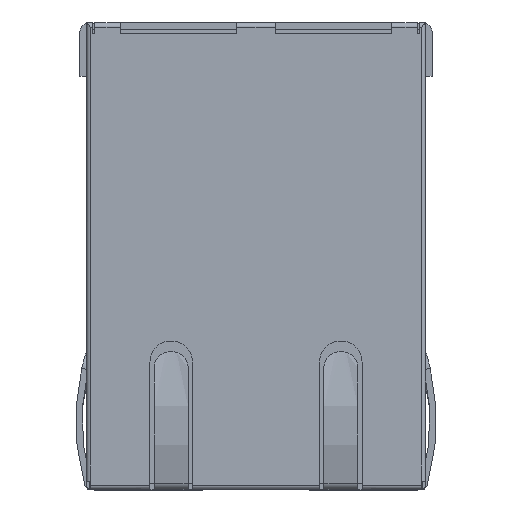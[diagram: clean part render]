
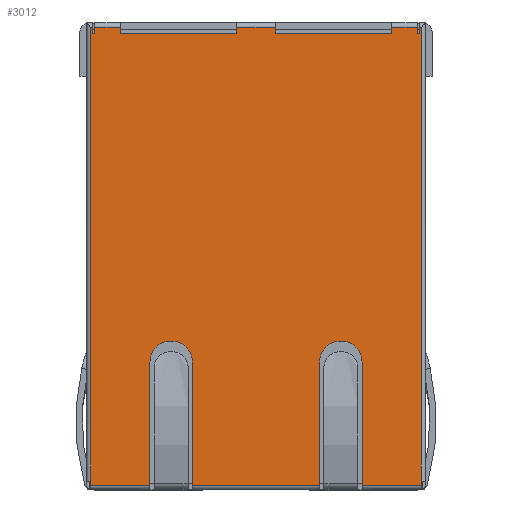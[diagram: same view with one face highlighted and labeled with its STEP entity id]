
A CAD part, top view. The second image highlights one B-rep face of the part: STEP entity #3012.
In plain terms, the highlighted planar face has unit normal (0, 0, 1).
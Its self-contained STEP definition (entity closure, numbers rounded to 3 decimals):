
#1657 = VERTEX_POINT('',#1658);
#1658 = CARTESIAN_POINT('',(-7.8,0.4,13.));
#1665 = EDGE_CURVE('',#1657,#1666,#1668,.T.);
#1666 = VERTEX_POINT('',#1667);
#1667 = CARTESIAN_POINT('',(-7.8,21.8,13.));
#1668 = LINE('',#1669,#1670);
#1669 = CARTESIAN_POINT('',(-7.8,0.,13.));
#1670 = VECTOR('',#1671,1.);
#1671 = DIRECTION('',(0.,1.,0.));
#1716 = VERTEX_POINT('',#1717);
#1717 = CARTESIAN_POINT('',(-7.7,21.5,13.));
#1740 = VERTEX_POINT('',#1741);
#1741 = CARTESIAN_POINT('',(-7.7,21.8,13.));
#1748 = EDGE_CURVE('',#1716,#1740,#1749,.T.);
#1749 = LINE('',#1750,#1751);
#1750 = CARTESIAN_POINT('',(-7.7,21.5,13.));
#1751 = VECTOR('',#1752,1.);
#1752 = DIRECTION('',(0.,1.,0.));
#3001 = EDGE_CURVE('',#1666,#1740,#3002,.T.);
#3002 = LINE('',#3003,#3004);
#3003 = CARTESIAN_POINT('',(-8.,21.8,13.));
#3004 = VECTOR('',#3005,1.);
#3005 = DIRECTION('',(1.,0.,0.));
#3012 = ADVANCED_FACE('',(#3013),#3268,.T.);
#3013 = FACE_BOUND('',#3014,.T.);
#3014 = EDGE_LOOP('',(#3015,#3023,#3031,#3039,#3048,#3056,#3065,#3073,
    #3081,#3089,#3098,#3106,#3115,#3123,#3131,#3139,#3147,#3155,#3163,
    #3171,#3179,#3187,#3195,#3203,#3211,#3219,#3227,#3235,#3243,#3251,
    #3259,#3265,#3266,#3267));
#3015 = ORIENTED_EDGE('',*,*,#3016,.F.);
#3016 = EDGE_CURVE('',#3017,#1657,#3019,.T.);
#3017 = VERTEX_POINT('',#3018);
#3018 = CARTESIAN_POINT('',(-7.8,0.2,13.));
#3019 = LINE('',#3020,#3021);
#3020 = CARTESIAN_POINT('',(-7.8,0.,13.));
#3021 = VECTOR('',#3022,1.);
#3022 = DIRECTION('',(0.,1.,0.));
#3023 = ORIENTED_EDGE('',*,*,#3024,.T.);
#3024 = EDGE_CURVE('',#3017,#3025,#3027,.T.);
#3025 = VERTEX_POINT('',#3026);
#3026 = CARTESIAN_POINT('',(-5.,0.2,13.));
#3027 = LINE('',#3028,#3029);
#3028 = CARTESIAN_POINT('',(-8.,0.2,13.));
#3029 = VECTOR('',#3030,1.);
#3030 = DIRECTION('',(1.,0.,0.));
#3031 = ORIENTED_EDGE('',*,*,#3032,.T.);
#3032 = EDGE_CURVE('',#3025,#3033,#3035,.T.);
#3033 = VERTEX_POINT('',#3034);
#3034 = CARTESIAN_POINT('',(-5.,6.01,13.));
#3035 = LINE('',#3036,#3037);
#3036 = CARTESIAN_POINT('',(-5.,0.,13.));
#3037 = VECTOR('',#3038,1.);
#3038 = DIRECTION('',(0.,1.,0.));
#3039 = ORIENTED_EDGE('',*,*,#3040,.F.);
#3040 = EDGE_CURVE('',#3041,#3033,#3043,.T.);
#3041 = VERTEX_POINT('',#3042);
#3042 = CARTESIAN_POINT('',(-4.01,7.,13.));
#3043 = CIRCLE('',#3044,0.99);
#3044 = AXIS2_PLACEMENT_3D('',#3045,#3046,#3047);
#3045 = CARTESIAN_POINT('',(-4.01,6.01,13.));
#3046 = DIRECTION('',(0.,0.,1.));
#3047 = DIRECTION('',(-1.,0.,0.));
#3048 = ORIENTED_EDGE('',*,*,#3049,.F.);
#3049 = EDGE_CURVE('',#3050,#3041,#3052,.T.);
#3050 = VERTEX_POINT('',#3051);
#3051 = CARTESIAN_POINT('',(-3.99,7.,13.));
#3052 = LINE('',#3053,#3054);
#3053 = CARTESIAN_POINT('',(-3.,7.,13.));
#3054 = VECTOR('',#3055,1.);
#3055 = DIRECTION('',(-1.,0.,0.));
#3056 = ORIENTED_EDGE('',*,*,#3057,.T.);
#3057 = EDGE_CURVE('',#3050,#3058,#3060,.T.);
#3058 = VERTEX_POINT('',#3059);
#3059 = CARTESIAN_POINT('',(-3.,6.01,13.));
#3060 = CIRCLE('',#3061,0.99);
#3061 = AXIS2_PLACEMENT_3D('',#3062,#3063,#3064);
#3062 = CARTESIAN_POINT('',(-3.99,6.01,13.));
#3063 = DIRECTION('',(0.,0.,-1.));
#3064 = DIRECTION('',(-1.,0.,0.));
#3065 = ORIENTED_EDGE('',*,*,#3066,.F.);
#3066 = EDGE_CURVE('',#3067,#3058,#3069,.T.);
#3067 = VERTEX_POINT('',#3068);
#3068 = CARTESIAN_POINT('',(-3.,0.2,13.));
#3069 = LINE('',#3070,#3071);
#3070 = CARTESIAN_POINT('',(-3.,0.,13.));
#3071 = VECTOR('',#3072,1.);
#3072 = DIRECTION('',(0.,1.,0.));
#3073 = ORIENTED_EDGE('',*,*,#3074,.T.);
#3074 = EDGE_CURVE('',#3067,#3075,#3077,.T.);
#3075 = VERTEX_POINT('',#3076);
#3076 = CARTESIAN_POINT('',(3.,0.2,13.));
#3077 = LINE('',#3078,#3079);
#3078 = CARTESIAN_POINT('',(-8.,0.2,13.));
#3079 = VECTOR('',#3080,1.);
#3080 = DIRECTION('',(1.,0.,0.));
#3081 = ORIENTED_EDGE('',*,*,#3082,.T.);
#3082 = EDGE_CURVE('',#3075,#3083,#3085,.T.);
#3083 = VERTEX_POINT('',#3084);
#3084 = CARTESIAN_POINT('',(3.,6.01,13.));
#3085 = LINE('',#3086,#3087);
#3086 = CARTESIAN_POINT('',(3.,0.,13.));
#3087 = VECTOR('',#3088,1.);
#3088 = DIRECTION('',(0.,1.,0.));
#3089 = ORIENTED_EDGE('',*,*,#3090,.F.);
#3090 = EDGE_CURVE('',#3091,#3083,#3093,.T.);
#3091 = VERTEX_POINT('',#3092);
#3092 = CARTESIAN_POINT('',(3.99,7.,13.));
#3093 = CIRCLE('',#3094,0.99);
#3094 = AXIS2_PLACEMENT_3D('',#3095,#3096,#3097);
#3095 = CARTESIAN_POINT('',(3.99,6.01,13.));
#3096 = DIRECTION('',(0.,0.,1.));
#3097 = DIRECTION('',(-1.,0.,0.));
#3098 = ORIENTED_EDGE('',*,*,#3099,.F.);
#3099 = EDGE_CURVE('',#3100,#3091,#3102,.T.);
#3100 = VERTEX_POINT('',#3101);
#3101 = CARTESIAN_POINT('',(4.01,7.,13.));
#3102 = LINE('',#3103,#3104);
#3103 = CARTESIAN_POINT('',(5.,7.,13.));
#3104 = VECTOR('',#3105,1.);
#3105 = DIRECTION('',(-1.,0.,0.));
#3106 = ORIENTED_EDGE('',*,*,#3107,.T.);
#3107 = EDGE_CURVE('',#3100,#3108,#3110,.T.);
#3108 = VERTEX_POINT('',#3109);
#3109 = CARTESIAN_POINT('',(5.,6.01,13.));
#3110 = CIRCLE('',#3111,0.99);
#3111 = AXIS2_PLACEMENT_3D('',#3112,#3113,#3114);
#3112 = CARTESIAN_POINT('',(4.01,6.01,13.));
#3113 = DIRECTION('',(0.,0.,-1.));
#3114 = DIRECTION('',(-1.,0.,0.));
#3115 = ORIENTED_EDGE('',*,*,#3116,.F.);
#3116 = EDGE_CURVE('',#3117,#3108,#3119,.T.);
#3117 = VERTEX_POINT('',#3118);
#3118 = CARTESIAN_POINT('',(5.,0.2,13.));
#3119 = LINE('',#3120,#3121);
#3120 = CARTESIAN_POINT('',(5.,0.,13.));
#3121 = VECTOR('',#3122,1.);
#3122 = DIRECTION('',(0.,1.,0.));
#3123 = ORIENTED_EDGE('',*,*,#3124,.T.);
#3124 = EDGE_CURVE('',#3117,#3125,#3127,.T.);
#3125 = VERTEX_POINT('',#3126);
#3126 = CARTESIAN_POINT('',(7.8,0.2,13.));
#3127 = LINE('',#3128,#3129);
#3128 = CARTESIAN_POINT('',(-8.,0.2,13.));
#3129 = VECTOR('',#3130,1.);
#3130 = DIRECTION('',(1.,0.,0.));
#3131 = ORIENTED_EDGE('',*,*,#3132,.T.);
#3132 = EDGE_CURVE('',#3125,#3133,#3135,.T.);
#3133 = VERTEX_POINT('',#3134);
#3134 = CARTESIAN_POINT('',(7.8,0.4,13.));
#3135 = LINE('',#3136,#3137);
#3136 = CARTESIAN_POINT('',(7.8,0.,13.));
#3137 = VECTOR('',#3138,1.);
#3138 = DIRECTION('',(0.,1.,0.));
#3139 = ORIENTED_EDGE('',*,*,#3140,.T.);
#3140 = EDGE_CURVE('',#3133,#3141,#3143,.T.);
#3141 = VERTEX_POINT('',#3142);
#3142 = CARTESIAN_POINT('',(7.8,21.8,13.));
#3143 = LINE('',#3144,#3145);
#3144 = CARTESIAN_POINT('',(7.8,0.,13.));
#3145 = VECTOR('',#3146,1.);
#3146 = DIRECTION('',(0.,1.,0.));
#3147 = ORIENTED_EDGE('',*,*,#3148,.F.);
#3148 = EDGE_CURVE('',#3149,#3141,#3151,.T.);
#3149 = VERTEX_POINT('',#3150);
#3150 = CARTESIAN_POINT('',(7.7,21.8,13.));
#3151 = LINE('',#3152,#3153);
#3152 = CARTESIAN_POINT('',(-8.,21.8,13.));
#3153 = VECTOR('',#3154,1.);
#3154 = DIRECTION('',(1.,0.,0.));
#3155 = ORIENTED_EDGE('',*,*,#3156,.F.);
#3156 = EDGE_CURVE('',#3157,#3149,#3159,.T.);
#3157 = VERTEX_POINT('',#3158);
#3158 = CARTESIAN_POINT('',(7.7,21.5,13.));
#3159 = LINE('',#3160,#3161);
#3160 = CARTESIAN_POINT('',(7.7,21.5,13.));
#3161 = VECTOR('',#3162,1.);
#3162 = DIRECTION('',(0.,1.,0.));
#3163 = ORIENTED_EDGE('',*,*,#3164,.F.);
#3164 = EDGE_CURVE('',#3165,#3157,#3167,.T.);
#3165 = VERTEX_POINT('',#3166);
#3166 = CARTESIAN_POINT('',(7.6,21.5,13.));
#3167 = LINE('',#3168,#3169);
#3168 = CARTESIAN_POINT('',(7.6,21.5,13.));
#3169 = VECTOR('',#3170,1.);
#3170 = DIRECTION('',(1.,0.,0.));
#3171 = ORIENTED_EDGE('',*,*,#3172,.T.);
#3172 = EDGE_CURVE('',#3165,#3173,#3175,.T.);
#3173 = VERTEX_POINT('',#3174);
#3174 = CARTESIAN_POINT('',(7.6,21.8,13.));
#3175 = LINE('',#3176,#3177);
#3176 = CARTESIAN_POINT('',(7.6,21.5,13.));
#3177 = VECTOR('',#3178,1.);
#3178 = DIRECTION('',(0.,1.,0.));
#3179 = ORIENTED_EDGE('',*,*,#3180,.F.);
#3180 = EDGE_CURVE('',#3181,#3173,#3183,.T.);
#3181 = VERTEX_POINT('',#3182);
#3182 = CARTESIAN_POINT('',(6.4,21.8,13.));
#3183 = LINE('',#3184,#3185);
#3184 = CARTESIAN_POINT('',(-8.,21.8,13.));
#3185 = VECTOR('',#3186,1.);
#3186 = DIRECTION('',(1.,0.,0.));
#3187 = ORIENTED_EDGE('',*,*,#3188,.F.);
#3188 = EDGE_CURVE('',#3189,#3181,#3191,.T.);
#3189 = VERTEX_POINT('',#3190);
#3190 = CARTESIAN_POINT('',(6.4,21.5,13.));
#3191 = LINE('',#3192,#3193);
#3192 = CARTESIAN_POINT('',(6.4,21.5,13.));
#3193 = VECTOR('',#3194,1.);
#3194 = DIRECTION('',(0.,1.,0.));
#3195 = ORIENTED_EDGE('',*,*,#3196,.F.);
#3196 = EDGE_CURVE('',#3197,#3189,#3199,.T.);
#3197 = VERTEX_POINT('',#3198);
#3198 = CARTESIAN_POINT('',(0.9,21.5,13.));
#3199 = LINE('',#3200,#3201);
#3200 = CARTESIAN_POINT('',(0.9,21.5,13.));
#3201 = VECTOR('',#3202,1.);
#3202 = DIRECTION('',(1.,0.,0.));
#3203 = ORIENTED_EDGE('',*,*,#3204,.T.);
#3204 = EDGE_CURVE('',#3197,#3205,#3207,.T.);
#3205 = VERTEX_POINT('',#3206);
#3206 = CARTESIAN_POINT('',(0.9,21.8,13.));
#3207 = LINE('',#3208,#3209);
#3208 = CARTESIAN_POINT('',(0.9,21.5,13.));
#3209 = VECTOR('',#3210,1.);
#3210 = DIRECTION('',(0.,1.,0.));
#3211 = ORIENTED_EDGE('',*,*,#3212,.F.);
#3212 = EDGE_CURVE('',#3213,#3205,#3215,.T.);
#3213 = VERTEX_POINT('',#3214);
#3214 = CARTESIAN_POINT('',(-0.9,21.8,13.));
#3215 = LINE('',#3216,#3217);
#3216 = CARTESIAN_POINT('',(-8.,21.8,13.));
#3217 = VECTOR('',#3218,1.);
#3218 = DIRECTION('',(1.,0.,0.));
#3219 = ORIENTED_EDGE('',*,*,#3220,.F.);
#3220 = EDGE_CURVE('',#3221,#3213,#3223,.T.);
#3221 = VERTEX_POINT('',#3222);
#3222 = CARTESIAN_POINT('',(-0.9,21.5,13.));
#3223 = LINE('',#3224,#3225);
#3224 = CARTESIAN_POINT('',(-0.9,21.5,13.));
#3225 = VECTOR('',#3226,1.);
#3226 = DIRECTION('',(0.,1.,0.));
#3227 = ORIENTED_EDGE('',*,*,#3228,.F.);
#3228 = EDGE_CURVE('',#3229,#3221,#3231,.T.);
#3229 = VERTEX_POINT('',#3230);
#3230 = CARTESIAN_POINT('',(-6.4,21.5,13.));
#3231 = LINE('',#3232,#3233);
#3232 = CARTESIAN_POINT('',(-6.4,21.5,13.));
#3233 = VECTOR('',#3234,1.);
#3234 = DIRECTION('',(1.,0.,0.));
#3235 = ORIENTED_EDGE('',*,*,#3236,.T.);
#3236 = EDGE_CURVE('',#3229,#3237,#3239,.T.);
#3237 = VERTEX_POINT('',#3238);
#3238 = CARTESIAN_POINT('',(-6.4,21.8,13.));
#3239 = LINE('',#3240,#3241);
#3240 = CARTESIAN_POINT('',(-6.4,21.5,13.));
#3241 = VECTOR('',#3242,1.);
#3242 = DIRECTION('',(0.,1.,0.));
#3243 = ORIENTED_EDGE('',*,*,#3244,.F.);
#3244 = EDGE_CURVE('',#3245,#3237,#3247,.T.);
#3245 = VERTEX_POINT('',#3246);
#3246 = CARTESIAN_POINT('',(-7.6,21.8,13.));
#3247 = LINE('',#3248,#3249);
#3248 = CARTESIAN_POINT('',(-8.,21.8,13.));
#3249 = VECTOR('',#3250,1.);
#3250 = DIRECTION('',(1.,0.,0.));
#3251 = ORIENTED_EDGE('',*,*,#3252,.F.);
#3252 = EDGE_CURVE('',#3253,#3245,#3255,.T.);
#3253 = VERTEX_POINT('',#3254);
#3254 = CARTESIAN_POINT('',(-7.6,21.5,13.));
#3255 = LINE('',#3256,#3257);
#3256 = CARTESIAN_POINT('',(-7.6,21.5,13.));
#3257 = VECTOR('',#3258,1.);
#3258 = DIRECTION('',(0.,1.,0.));
#3259 = ORIENTED_EDGE('',*,*,#3260,.F.);
#3260 = EDGE_CURVE('',#1716,#3253,#3261,.T.);
#3261 = LINE('',#3262,#3263);
#3262 = CARTESIAN_POINT('',(-7.7,21.5,13.));
#3263 = VECTOR('',#3264,1.);
#3264 = DIRECTION('',(1.,0.,0.));
#3265 = ORIENTED_EDGE('',*,*,#1748,.T.);
#3266 = ORIENTED_EDGE('',*,*,#3001,.F.);
#3267 = ORIENTED_EDGE('',*,*,#1665,.F.);
#3268 = PLANE('',#3269);
#3269 = AXIS2_PLACEMENT_3D('',#3270,#3271,#3272);
#3270 = CARTESIAN_POINT('',(-8.,0.,13.));
#3271 = DIRECTION('',(0.,0.,1.));
#3272 = DIRECTION('',(1.,0.,0.));
